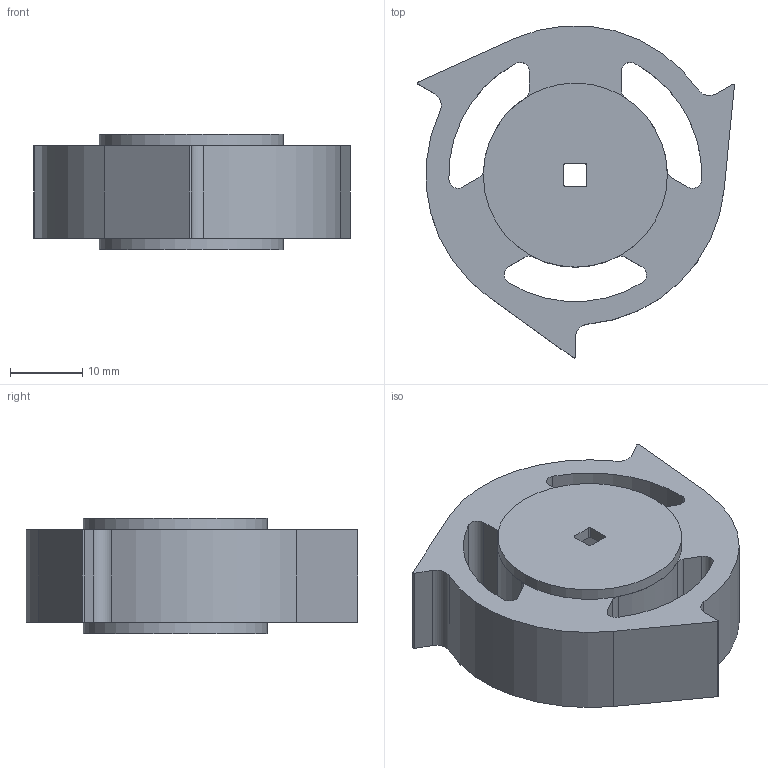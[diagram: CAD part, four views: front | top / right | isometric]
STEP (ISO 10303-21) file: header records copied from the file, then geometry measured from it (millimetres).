
FILE_DESCRIPTION(/* description */ (''),/* implementation_level */ '2;1');
FILE_NAME(/* name */ 'Pronged Intake Wheel.step',/* time_stamp */ '2024-06-27T21:46:56-05:00',/* author */ (''),/* organization */ (''),/* preprocessor_version */ 'ST-DEVELOPER v20',/* originating_system */ 'Autodesk Translation Framework v13.14.0.145',/* authorisation */ '');
FILE_SCHEMA (('AUTOMOTIVE_DESIGN { 1 0 10303 214 3 1 1 }','FEATURE_BASED_PROCESS_PLANNING','TECHNICAL_DATA_PACKAGING','AP242_MANAGED_MODEL_BASED_3D_ENGINEERING_MIM_LF { 1 0 10303 442 3 1 4 }'));
Length unit declared in the file: inch
Products named in the file (1): Pronged Intake Wheel
Bounding box: 43.73 x 45.79 x 15.88 mm (x, y, z)
Volume: 15539.7 mm3; surface area: 8364.6 mm2
Topology: 3 solids, 3 shells, 67 faces, 183 edges, 122 vertices
Faces by surface type: cylinder 37, plane 30
Full cylindrical faces by diameter (mm): 25.4 x2
Entity records: 2211 total; most frequent: DIRECTION 393, CARTESIAN_POINT 373, ORIENTED_EDGE 366, EDGE_CURVE 183, AXIS2_PLACEMENT_3D 142, VERTEX_POINT 122, LINE 109, VECTOR 109
